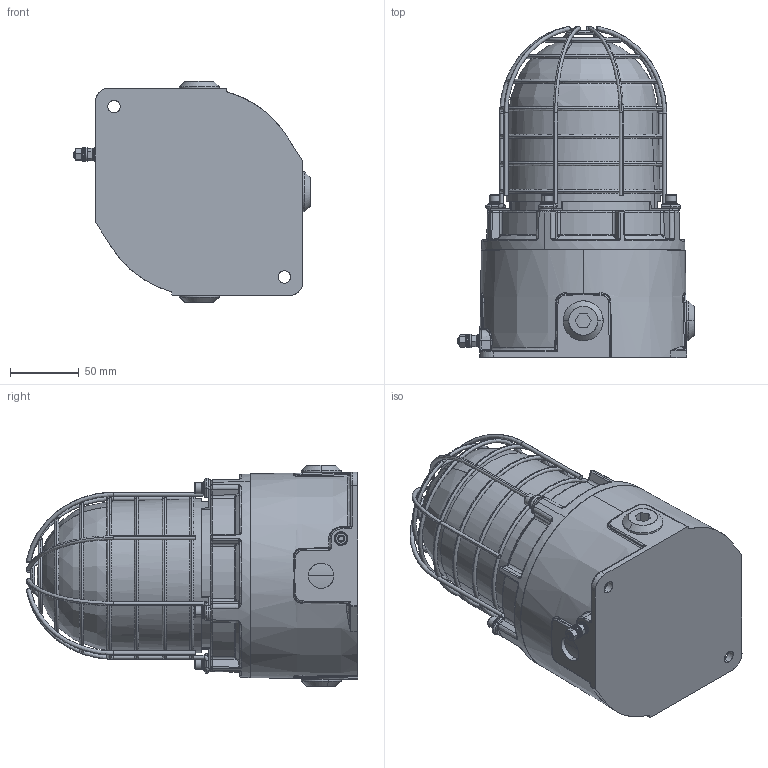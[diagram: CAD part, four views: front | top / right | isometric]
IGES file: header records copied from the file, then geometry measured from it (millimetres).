
Start section: SolidWorks IGES file using analytic representation for surfaces
Global section: file name: SK0392.IGS; native system: SolidWorks 2016; preprocessor: SolidWorks 2016; author: madhav.vyas; date: 160602.124240; units: millimetre
Bounding box: 171.64 x 240.52 x 160.82 mm (x, y, z)
Surface area: 326169.3 mm2 (no closed solid volume)
Topology: 0 solids, 0 shells, 1080 faces, 13473 edges, 13451 vertices
Faces by surface type: bspline 621, revolution 459
